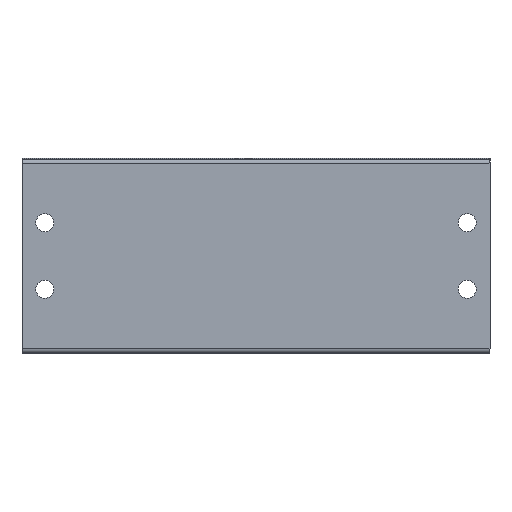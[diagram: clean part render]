
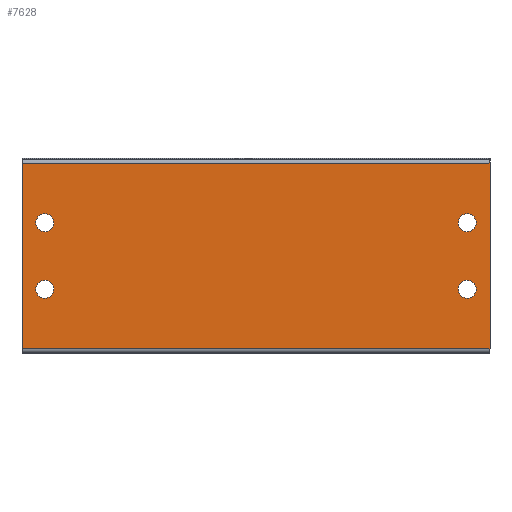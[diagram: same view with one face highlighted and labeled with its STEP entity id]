
A CAD part, front view. The second image highlights one B-rep face of the part: STEP entity #7628.
In plain terms, the highlighted face is planar.
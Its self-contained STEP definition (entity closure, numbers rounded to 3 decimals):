
#141=CARTESIAN_POINT('',(98.25,-10.25,-10.0));
#142=VERTEX_POINT('',#141);
#151=CARTESIAN_POINT('',(103.75,-10.25,-10.0));
#152=VERTEX_POINT('',#151);
#153=CARTESIAN_POINT('',(101.0,-10.25,-10.0));
#154=DIRECTION('',(0.0,0.0,1.0));
#155=DIRECTION('',(-1.0,0.0,0.0));
#156=AXIS2_PLACEMENT_3D('',#153,#154,#155);
#157=CIRCLE('',#156,2.75);
#158=EDGE_CURVE('',#152,#142,#157,.T.);
#183=CARTESIAN_POINT('',(-31.75,-10.25,-10.0));
#184=VERTEX_POINT('',#183);
#193=CARTESIAN_POINT('',(-26.25,-10.25,-10.0));
#194=VERTEX_POINT('',#193);
#195=CARTESIAN_POINT('',(-29.,-10.25,-10.0));
#196=DIRECTION('',(0.0,0.0,1.0));
#197=DIRECTION('',(-1.0,0.0,0.0));
#198=AXIS2_PLACEMENT_3D('',#195,#196,#197);
#199=CIRCLE('',#198,2.75);
#200=EDGE_CURVE('',#194,#184,#199,.T.);
#225=CARTESIAN_POINT('',(-31.75,10.25,-10.0));
#226=VERTEX_POINT('',#225);
#235=CARTESIAN_POINT('',(-26.25,10.25,-10.0));
#236=VERTEX_POINT('',#235);
#237=CARTESIAN_POINT('',(-29.,10.25,-10.0));
#238=DIRECTION('',(0.0,0.0,1.0));
#239=DIRECTION('',(-1.0,0.0,0.0));
#240=AXIS2_PLACEMENT_3D('',#237,#238,#239);
#241=CIRCLE('',#240,2.75);
#242=EDGE_CURVE('',#236,#226,#241,.T.);
#267=CARTESIAN_POINT('',(98.25,10.25,-10.0));
#268=VERTEX_POINT('',#267);
#277=CARTESIAN_POINT('',(103.75,10.25,-10.0));
#278=VERTEX_POINT('',#277);
#279=CARTESIAN_POINT('',(101.0,10.25,-10.0));
#280=DIRECTION('',(0.0,0.0,1.0));
#281=DIRECTION('',(-1.0,0.0,0.0));
#282=AXIS2_PLACEMENT_3D('',#279,#280,#281);
#283=CIRCLE('',#282,2.75);
#284=EDGE_CURVE('',#278,#268,#283,.T.);
#3692=CARTESIAN_POINT('',(-36.0,-28.5,-10.0));
#3693=VERTEX_POINT('',#3692);
#3701=CARTESIAN_POINT('',(108.,-28.5,-10.0));
#3702=VERTEX_POINT('',#3701);
#3703=CARTESIAN_POINT('',(-36.0,-28.5,-10.0));
#3704=DIRECTION('',(1.0,0.0,0.0));
#3705=VECTOR('',#3704,144.0);
#3706=LINE('',#3703,#3705);
#3707=EDGE_CURVE('',#3693,#3702,#3706,.T.);
#3818=CARTESIAN_POINT('',(108.0,28.5,-10.0));
#3819=VERTEX_POINT('',#3818);
#3827=CARTESIAN_POINT('',(-36.0,28.5,-10.0));
#3828=VERTEX_POINT('',#3827);
#3829=CARTESIAN_POINT('',(108.0,28.5,-10.0));
#3830=DIRECTION('',(-1.0,0.0,0.0));
#3831=VECTOR('',#3830,144.0);
#3832=LINE('',#3829,#3831);
#3833=EDGE_CURVE('',#3819,#3828,#3832,.T.);
#3932=CARTESIAN_POINT('',(108.,-28.5,-10.0));
#3933=DIRECTION('',(0.0,1.0,0.0));
#3934=VECTOR('',#3933,57.);
#3935=LINE('',#3932,#3934);
#3936=EDGE_CURVE('',#3702,#3819,#3935,.T.);
#7477=CARTESIAN_POINT('',(101.0,10.25,-10.0));
#7478=DIRECTION('',(0.0,0.0,1.0));
#7479=DIRECTION('',(-1.0,0.0,0.0));
#7480=AXIS2_PLACEMENT_3D('',#7477,#7478,#7479);
#7481=CIRCLE('',#7480,2.75);
#7482=EDGE_CURVE('',#268,#278,#7481,.T.);
#7501=CARTESIAN_POINT('',(-29.,10.25,-10.0));
#7502=DIRECTION('',(0.0,0.0,1.0));
#7503=DIRECTION('',(-1.0,0.0,0.0));
#7504=AXIS2_PLACEMENT_3D('',#7501,#7502,#7503);
#7505=CIRCLE('',#7504,2.75);
#7506=EDGE_CURVE('',#226,#236,#7505,.T.);
#7525=CARTESIAN_POINT('',(-29.,-10.25,-10.0));
#7526=DIRECTION('',(0.0,0.0,1.0));
#7527=DIRECTION('',(-1.0,0.0,0.0));
#7528=AXIS2_PLACEMENT_3D('',#7525,#7526,#7527);
#7529=CIRCLE('',#7528,2.75);
#7530=EDGE_CURVE('',#184,#194,#7529,.T.);
#7549=CARTESIAN_POINT('',(101.0,-10.25,-10.0));
#7550=DIRECTION('',(0.0,0.0,1.0));
#7551=DIRECTION('',(-1.0,0.0,0.0));
#7552=AXIS2_PLACEMENT_3D('',#7549,#7550,#7551);
#7553=CIRCLE('',#7552,2.75);
#7554=EDGE_CURVE('',#142,#152,#7553,.T.);
#7565=CARTESIAN_POINT('',(-36.0,28.5,-10.0));
#7566=DIRECTION('',(0.0,-1.0,0.0));
#7567=VECTOR('',#7566,57.0);
#7568=LINE('',#7565,#7567);
#7569=EDGE_CURVE('',#3828,#3693,#7568,.T.);
#7601=CARTESIAN_POINT('',(36.,0.,-10.));
#7602=DIRECTION('',(0.0,0.0,1.0));
#7603=DIRECTION('',(1.0,0.0,0.0));
#7604=AXIS2_PLACEMENT_3D('',#7601,#7602,#7603);
#7605=PLANE('',#7604);
#7606=ORIENTED_EDGE('',*,*,#3833,.F.);
#7607=ORIENTED_EDGE('',*,*,#3936,.F.);
#7608=ORIENTED_EDGE('',*,*,#3707,.F.);
#7609=ORIENTED_EDGE('',*,*,#7569,.F.);
#7610=EDGE_LOOP('',(#7606,#7607,#7608,#7609));
#7611=FACE_OUTER_BOUND('',#7610,.T.);
#7612=ORIENTED_EDGE('',*,*,#284,.T.);
#7613=ORIENTED_EDGE('',*,*,#7482,.T.);
#7614=EDGE_LOOP('',(#7612,#7613));
#7615=FACE_BOUND('',#7614,.T.);
#7616=ORIENTED_EDGE('',*,*,#242,.T.);
#7617=ORIENTED_EDGE('',*,*,#7506,.T.);
#7618=EDGE_LOOP('',(#7616,#7617));
#7619=FACE_BOUND('',#7618,.T.);
#7620=ORIENTED_EDGE('',*,*,#200,.T.);
#7621=ORIENTED_EDGE('',*,*,#7530,.T.);
#7622=EDGE_LOOP('',(#7620,#7621));
#7623=FACE_BOUND('',#7622,.T.);
#7624=ORIENTED_EDGE('',*,*,#158,.T.);
#7625=ORIENTED_EDGE('',*,*,#7554,.T.);
#7626=EDGE_LOOP('',(#7624,#7625));
#7627=FACE_BOUND('',#7626,.T.);
#7628=ADVANCED_FACE('',(#7611,#7615,#7619,#7623,#7627),#7605,.F.);
